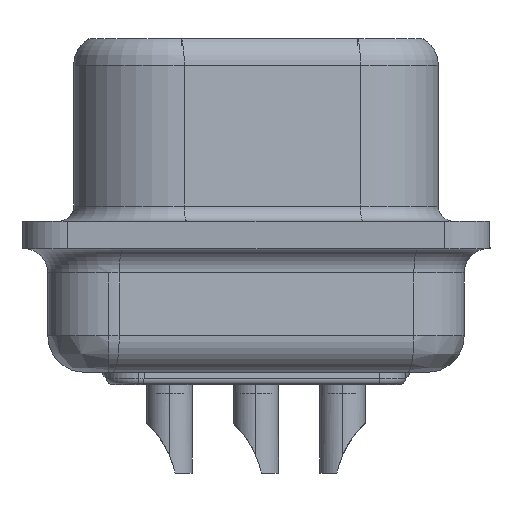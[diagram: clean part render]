
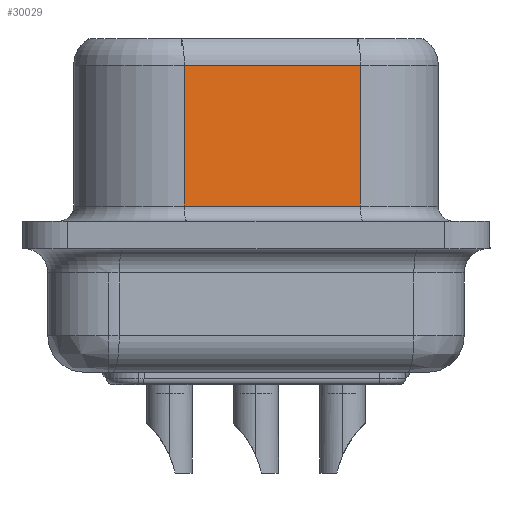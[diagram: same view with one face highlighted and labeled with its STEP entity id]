
A CAD part, left-side view. The second image highlights one B-rep face of the part: STEP entity #30029.
In plain terms, the highlighted planar face has unit normal (-0.985, -0.174, 0).
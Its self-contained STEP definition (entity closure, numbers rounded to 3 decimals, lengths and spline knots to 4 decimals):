
#26125=FACE_OUTER_BOUND('',#50350,.T.);
#30029=ADVANCED_FACE('',(#26125),#31578,.F.);
#31578=PLANE('',#97060);
#40271=LINE('',#177434,#45599);
#40507=LINE('',#178638,#45835);
#40509=LINE('',#178644,#45837);
#40510=LINE('',#178646,#45838);
#45599=VECTOR('',#107889,1.);
#45835=VECTOR('',#108383,1.);
#45837=VECTOR('',#108389,1.);
#45838=VECTOR('',#108390,1.);
#50350=EDGE_LOOP('',(#69632,#69633,#69634,#69635));
#69632=ORIENTED_EDGE('',*,*,#88618,.F.);
#69633=ORIENTED_EDGE('',*,*,#88293,.T.);
#69634=ORIENTED_EDGE('',*,*,#88615,.T.);
#69635=ORIENTED_EDGE('',*,*,#88619,.F.);
#78311=VERTEX_POINT('',#177427);
#78313=VERTEX_POINT('',#177433);
#78533=VERTEX_POINT('',#178639);
#78535=VERTEX_POINT('',#178645);
#88293=EDGE_CURVE('',#78313,#78311,#40271,.T.);
#88615=EDGE_CURVE('',#78311,#78533,#40507,.T.);
#88618=EDGE_CURVE('',#78313,#78535,#40509,.T.);
#88619=EDGE_CURVE('',#78535,#78533,#40510,.T.);
#97060=AXIS2_PLACEMENT_3D('',#178647,#108391,#108392);
#107889=DIRECTION('',(0.174,-0.985,0.));
#108383=DIRECTION('',(0.,0.,1.));
#108389=DIRECTION('',(0.,0.,1.));
#108390=DIRECTION('',(0.174,-0.985,0.));
#108391=DIRECTION('',(0.985,0.174,0.));
#108392=DIRECTION('',(-0.174,0.985,0.));
#177427=CARTESIAN_POINT('',(-25.8302,-3.4383,1.));
#177433=CARTESIAN_POINT('',(-26.8529,2.3617,1.));
#177434=CARTESIAN_POINT('',(-26.8529,2.3617,1.));
#178638=CARTESIAN_POINT('',(-25.8302,-3.4383,5.634));
#178639=CARTESIAN_POINT('',(-25.8302,-3.4383,5.634));
#178644=CARTESIAN_POINT('',(-26.8529,2.3617,5.634));
#178645=CARTESIAN_POINT('',(-26.8529,2.3617,5.634));
#178646=CARTESIAN_POINT('',(-26.8529,2.3617,5.634));
#178647=CARTESIAN_POINT('',(-26.8529,2.3617,5.634));
